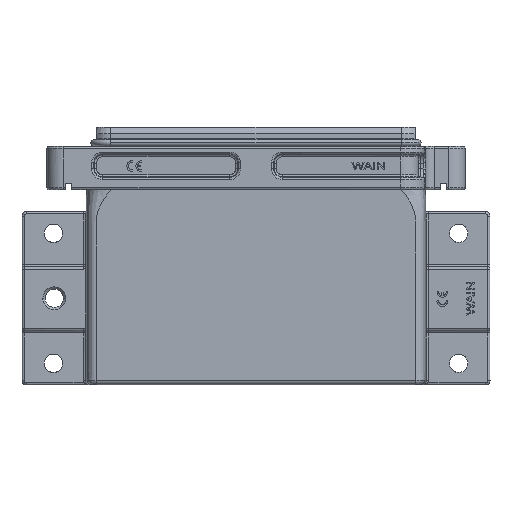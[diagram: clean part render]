
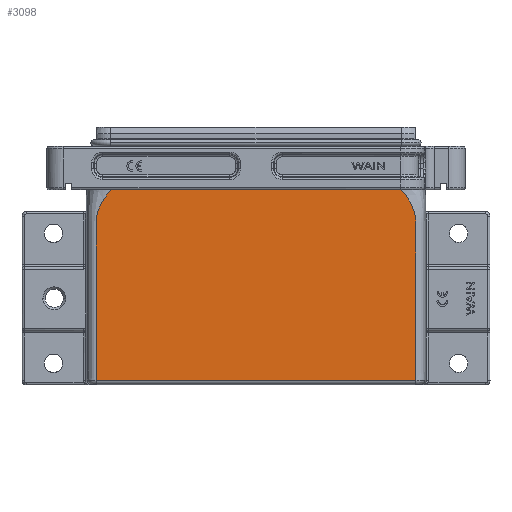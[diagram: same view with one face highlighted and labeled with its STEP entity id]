
A CAD part, top view. The second image highlights one B-rep face of the part: STEP entity #3098.
In plain terms, the highlighted planar face has unit normal (0, 0, 1).
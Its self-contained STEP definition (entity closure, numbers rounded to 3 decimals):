
#1934=FACE_OUTER_BOUND('',#8923,.T.);
#3098=ADVANCED_FACE('NONE',(#1934),#3623,.T.);
#3623=PLANE('',#21996);
#5023=B_SPLINE_CURVE_WITH_KNOTS('',3,(#45246,#45247,#45248,#45249,#45250,
#45251,#45252,#45253,#45254,#45255,#45256,#45257,#45258,#45259,#45260,#45261,
#45262,#45263,#45264,#45265,#45266,#45267,#45268,#45269,#45270,#45271,#45272,
#45273,#45274,#45275,#45276,#45277,#45278,#45279,#45280,#45281,#45282,#45283,
#45284,#45285,#45286,#45287,#45288,#45289,#45290,#45291,#45292,#45293,#45294,
#45295,#45296,#45297,#45298,#45299,#45300,#45301,#45302,#45303,#45304,#45305,
#45306,#45307,#45308,#45309,#45310,#45311),.UNSPECIFIED.,.F.,.F.,(4,1,1,
1,1,1,1,1,1,2,2,1,1,1,2,2,1,1,1,1,2,2,1,1,1,1,1,1,2,2,1,1,1,1,1,1,1,2,2,
1,1,1,1,1,1,1,1,1,1,2,2,4),(0.,0.125,0.187,0.219,
0.234,0.242,0.246,0.248,
0.249,0.25,0.25,0.266,
0.273,0.277,0.279,0.281,
0.297,0.305,0.309,0.311,
0.312,0.312,0.328,0.336,
0.34,0.342,0.343,0.343,
0.344,0.344,0.359,0.367,
0.371,0.373,0.374,0.375,
0.375,0.375,0.375,0.437,
0.469,0.484,0.492,0.496,
0.498,0.499,0.5,0.5,
0.5,0.5,0.5,1.),.UNSPECIFIED.);
#5025=B_SPLINE_CURVE_WITH_KNOTS('',3,(#45487,#45488,#45489,#45490,#45491,
#45492,#45493,#45494,#45495,#45496,#45497,#45498,#45499,#45500,#45501,#45502,
#45503,#45504,#45505,#45506,#45507,#45508,#45509,#45510,#45511,#45512,#45513,
#45514,#45515,#45516,#45517,#45518,#45519,#45520,#45521,#45522,#45523,#45524,
#45525,#45526,#45527,#45528),.UNSPECIFIED.,.F.,.F.,(4,3,1,1,1,1,1,1,1,1,
2,2,1,1,1,1,1,2,2,1,2,2,2,2,1,2,2,4),(0.,0.01,0.257,
0.381,0.443,0.474,0.489,
0.497,0.501,0.503,0.504,
0.505,0.567,0.598,0.613,
0.621,0.625,0.627,0.629,
0.636,0.64,0.644,0.66,
0.691,0.722,0.737,0.752,
1.),.UNSPECIFIED.);
#6269=LINE('',#45480,#7523);
#6270=LINE('',#45697,#7524);
#7523=VECTOR('',#25944,1.);
#7524=VECTOR('',#25947,1.);
#8923=EDGE_LOOP('',(#14815,#14816,#14817,#14818));
#14815=ORIENTED_EDGE('',*,*,#20225,.T.);
#14816=ORIENTED_EDGE('',*,*,#20226,.T.);
#14817=ORIENTED_EDGE('',*,*,#20222,.T.);
#14818=ORIENTED_EDGE('',*,*,#20223,.T.);
#17151=VERTEX_POINT('',#45035);
#17152=VERTEX_POINT('',#45060);
#17157=VERTEX_POINT('',#45245);
#17158=VERTEX_POINT('',#45486);
#20222=EDGE_CURVE('NONE',#17157,#17151,#5023,.T.);
#20223=EDGE_CURVE('NONE',#17151,#17152,#6269,.T.);
#20225=EDGE_CURVE('NONE',#17152,#17158,#5025,.T.);
#20226=EDGE_CURVE('NONE',#17158,#17157,#6270,.T.);
#21996=AXIS2_PLACEMENT_3D('',#45699,#25950,#25951);
#25944=DIRECTION('',(1.,0.,0.));
#25947=DIRECTION('',(-1.,0.,0.));
#25950=DIRECTION('',(0.,0.,1.));
#25951=DIRECTION('',(1.,0.,0.));
#45035=CARTESIAN_POINT('',(-73.837,2.,29.));
#45060=CARTESIAN_POINT('',(73.837,2.,29.));
#45245=CARTESIAN_POINT('',(-66.897,90.,29.));
#45246=CARTESIAN_POINT('',(-66.897,90.,29.));
#45247=CARTESIAN_POINT('',(-68.645,88.073,29.));
#45248=CARTESIAN_POINT('',(-70.771,85.184,29.));
#45249=CARTESIAN_POINT('',(-72.385,81.813,29.));
#45250=CARTESIAN_POINT('',(-72.976,80.127,29.));
#45251=CARTESIAN_POINT('',(-73.217,79.285,29.));
#45252=CARTESIAN_POINT('',(-73.324,78.863,29.));
#45253=CARTESIAN_POINT('',(-73.374,78.653,29.));
#45254=CARTESIAN_POINT('',(-73.398,78.547,29.));
#45255=CARTESIAN_POINT('',(-73.41,78.495,29.));
#45256=CARTESIAN_POINT('',(-73.415,78.472,29.));
#45257=CARTESIAN_POINT('',(-73.419,78.457,29.));
#45258=CARTESIAN_POINT('',(-73.421,78.448,29.));
#45259=CARTESIAN_POINT('',(-73.466,78.241,29.));
#45260=CARTESIAN_POINT('',(-73.529,77.935,29.));
#45261=CARTESIAN_POINT('',(-73.592,77.57,29.));
#45262=CARTESIAN_POINT('',(-73.622,77.386,29.));
#45263=CARTESIAN_POINT('',(-73.635,77.306,29.));
#45264=CARTESIAN_POINT('',(-73.643,77.253,29.));
#45265=CARTESIAN_POINT('',(-73.647,77.225,29.));
#45266=CARTESIAN_POINT('',(-73.681,76.998,29.));
#45267=CARTESIAN_POINT('',(-73.72,76.699,29.));
#45268=CARTESIAN_POINT('',(-73.756,76.358,29.));
#45269=CARTESIAN_POINT('',(-73.772,76.19,29.));
#45270=CARTESIAN_POINT('',(-73.779,76.106,29.));
#45271=CARTESIAN_POINT('',(-73.782,76.071,29.));
#45272=CARTESIAN_POINT('',(-73.784,76.047,29.));
#45273=CARTESIAN_POINT('',(-73.785,76.034,29.));
#45274=CARTESIAN_POINT('',(-73.799,75.851,29.));
#45275=CARTESIAN_POINT('',(-73.815,75.581,29.));
#45276=CARTESIAN_POINT('',(-73.827,75.242,29.));
#45277=CARTESIAN_POINT('',(-73.831,75.067,29.));
#45278=CARTESIAN_POINT('',(-73.833,74.978,29.));
#45279=CARTESIAN_POINT('',(-73.833,74.933,29.));
#45280=CARTESIAN_POINT('',(-73.834,74.911,29.));
#45281=CARTESIAN_POINT('',(-73.834,74.901,29.));
#45282=CARTESIAN_POINT('',(-73.834,74.894,29.));
#45283=CARTESIAN_POINT('',(-73.834,74.89,29.));
#45284=CARTESIAN_POINT('',(-73.836,74.775,29.));
#45285=CARTESIAN_POINT('',(-73.837,74.536,29.));
#45286=CARTESIAN_POINT('',(-73.838,74.136,29.));
#45287=CARTESIAN_POINT('',(-73.837,73.905,29.));
#45288=CARTESIAN_POINT('',(-73.837,73.782,29.));
#45289=CARTESIAN_POINT('',(-73.837,73.719,29.));
#45290=CARTESIAN_POINT('',(-73.837,73.687,29.));
#45291=CARTESIAN_POINT('',(-73.837,73.671,29.));
#45292=CARTESIAN_POINT('',(-73.837,73.664,29.));
#45293=CARTESIAN_POINT('',(-73.837,73.659,29.));
#45294=CARTESIAN_POINT('',(-73.837,73.655,29.));
#45295=CARTESIAN_POINT('',(-73.837,73.583,29.));
#45296=CARTESIAN_POINT('',(-73.837,72.74,29.));
#45297=CARTESIAN_POINT('',(-73.837,70.468,29.));
#45298=CARTESIAN_POINT('',(-73.837,69.01,29.));
#45299=CARTESIAN_POINT('',(-73.837,68.201,29.));
#45300=CARTESIAN_POINT('',(-73.837,67.776,29.));
#45301=CARTESIAN_POINT('',(-73.837,67.559,29.));
#45302=CARTESIAN_POINT('',(-73.837,67.449,29.));
#45303=CARTESIAN_POINT('',(-73.837,67.393,29.));
#45304=CARTESIAN_POINT('',(-73.837,67.366,29.));
#45305=CARTESIAN_POINT('',(-73.837,67.352,29.));
#45306=CARTESIAN_POINT('',(-73.837,67.346,29.));
#45307=CARTESIAN_POINT('',(-73.837,67.342,29.));
#45308=CARTESIAN_POINT('',(-73.837,67.338,29.));
#45309=CARTESIAN_POINT('',(-73.837,66.586,29.));
#45310=CARTESIAN_POINT('',(-73.837,44.806,29.));
#45311=CARTESIAN_POINT('',(-73.837,2.,29.));
#45480=CARTESIAN_POINT('',(-78.5,2.,29.));
#45486=CARTESIAN_POINT('',(66.897,90.,29.));
#45487=CARTESIAN_POINT('',(73.837,0.841,29.));
#45488=CARTESIAN_POINT('',(73.837,1.228,29.));
#45489=CARTESIAN_POINT('',(73.837,1.614,29.));
#45490=CARTESIAN_POINT('',(73.837,2.,29.));
#45491=CARTESIAN_POINT('',(73.837,11.656,29.));
#45492=CARTESIAN_POINT('',(73.837,27.062,29.));
#45493=CARTESIAN_POINT('',(73.837,46.649,29.));
#45494=CARTESIAN_POINT('',(73.837,56.847,29.));
#45495=CARTESIAN_POINT('',(73.837,62.046,29.));
#45496=CARTESIAN_POINT('',(73.837,64.671,29.));
#45497=CARTESIAN_POINT('',(73.837,65.99,29.));
#45498=CARTESIAN_POINT('',(73.837,66.651,29.));
#45499=CARTESIAN_POINT('',(73.837,66.982,29.));
#45500=CARTESIAN_POINT('',(73.837,67.124,29.));
#45501=CARTESIAN_POINT('',(73.837,67.218,29.));
#45502=CARTESIAN_POINT('',(73.837,67.297,29.));
#45503=CARTESIAN_POINT('',(73.837,68.361,29.));
#45504=CARTESIAN_POINT('',(73.837,69.934,29.));
#45505=CARTESIAN_POINT('',(73.836,71.77,29.));
#45506=CARTESIAN_POINT('',(73.836,72.688,29.));
#45507=CARTESIAN_POINT('',(73.836,73.148,29.));
#45508=CARTESIAN_POINT('',(73.836,73.377,29.));
#45509=CARTESIAN_POINT('',(73.836,73.476,29.));
#45510=CARTESIAN_POINT('',(73.836,73.541,29.));
#45511=CARTESIAN_POINT('',(73.836,73.606,29.));
#45512=CARTESIAN_POINT('',(73.836,73.61,29.));
#45513=CARTESIAN_POINT('',(73.837,73.692,29.));
#45514=CARTESIAN_POINT('',(73.837,73.888,29.));
#45515=CARTESIAN_POINT('',(73.837,74.045,29.));
#45516=CARTESIAN_POINT('',(73.838,74.178,29.));
#45517=CARTESIAN_POINT('',(73.838,74.484,29.));
#45518=CARTESIAN_POINT('',(73.838,74.639,29.));
#45519=CARTESIAN_POINT('',(73.831,75.231,29.));
#45520=CARTESIAN_POINT('',(73.819,75.561,29.));
#45521=CARTESIAN_POINT('',(73.759,76.367,29.));
#45522=CARTESIAN_POINT('',(73.692,76.972,29.));
#45523=CARTESIAN_POINT('',(73.592,77.58,29.));
#45524=CARTESIAN_POINT('',(73.518,77.985,29.));
#45525=CARTESIAN_POINT('',(73.486,78.149,29.));
#45526=CARTESIAN_POINT('',(72.586,82.26,29.));
#45527=CARTESIAN_POINT('',(70.408,86.129,29.));
#45528=CARTESIAN_POINT('',(66.897,90.,29.));
#45697=CARTESIAN_POINT('',(-78.5,90.,29.));
#45699=CARTESIAN_POINT('',(-78.5,0.,29.));
